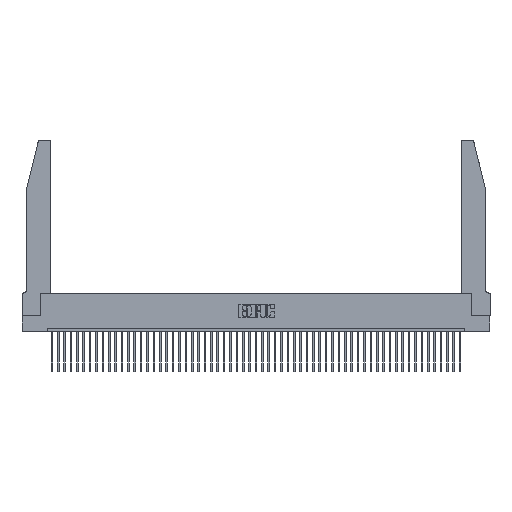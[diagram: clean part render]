
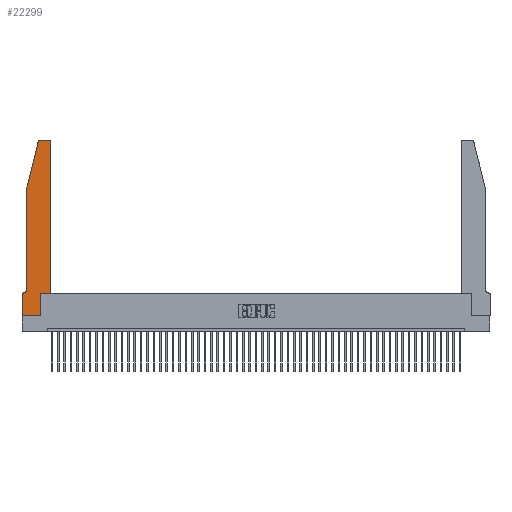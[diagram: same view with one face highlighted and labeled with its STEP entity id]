
A CAD part, top view. The second image highlights one B-rep face of the part: STEP entity #22299.
In plain terms, the highlighted planar face has unit normal (0, 0, 1).
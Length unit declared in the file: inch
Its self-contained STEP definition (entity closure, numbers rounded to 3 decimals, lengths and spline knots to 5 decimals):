
#224 = EDGE_CURVE ( 'NONE', #44726, #39159, #32509, .T. ) ;
#358 = VECTOR ( 'NONE', #34975, 39.37008 ) ;
#1252 = VECTOR ( 'NONE', #21579, 39.37008 ) ;
#1536 = VERTEX_POINT ( 'NONE', #49516 ) ;
#2160 = VECTOR ( 'NONE', #9007, 39.37008 ) ;
#2215 = VERTEX_POINT ( 'NONE', #27045 ) ;
#3218 = DIRECTION ( 'NONE',  ( 0., -1., 0. ) ) ;
#3289 = LINE ( 'NONE', #8846, #22838 ) ;
#3886 = EDGE_LOOP ( 'NONE', ( #44434, #8556, #41551, #46402, #4642, #9767, #12901, #40821, #12634, #42226, #16570, #6831 ) ) ;
#4359 = DIRECTION ( 'NONE',  ( -0.239, -0.971, 0. ) ) ;
#4642 = ORIENTED_EDGE ( 'NONE', *, *, #37437, .T. ) ;
#5176 = CARTESIAN_POINT ( 'NONE',  ( 0., 0.35, 0.37 ) ) ;
#5376 = VECTOR ( 'NONE', #4359, 39.37008 ) ;
#5413 = CARTESIAN_POINT ( 'NONE',  ( 0.0055, 0.42, 0.37 ) ) ;
#5815 = DIRECTION ( 'NONE',  ( 0., -1., 0. ) ) ;
#6397 = CARTESIAN_POINT ( 'NONE',  ( 0.4505, 0.35, 0.37 ) ) ;
#6793 = CARTESIAN_POINT ( 'NONE',  ( 0.4205, 2.75, 0.37 ) ) ;
#6831 = ORIENTED_EDGE ( 'NONE', *, *, #42899, .T. ) ;
#7736 = EDGE_CURVE ( 'NONE', #38367, #33655, #34145, .T. ) ;
#8556 = ORIENTED_EDGE ( 'NONE', *, *, #22260, .T. ) ;
#8846 = CARTESIAN_POINT ( 'NONE',  ( 0.4505, 0.35, 0.37 ) ) ;
#9007 = DIRECTION ( 'NONE',  ( 0., 1., 0. ) ) ;
#9635 = CARTESIAN_POINT ( 'NONE',  ( 0.0755, 2., 0.37 ) ) ;
#9726 = VECTOR ( 'NONE', #5815, 39.37008 ) ;
#9767 = ORIENTED_EDGE ( 'NONE', *, *, #36793, .T. ) ;
#10092 = AXIS2_PLACEMENT_3D ( 'NONE', #49387, #25625, #17788 ) ;
#10708 = DIRECTION ( 'NONE',  ( -1., 0., 0. ) ) ;
#12486 = VERTEX_POINT ( 'NONE', #18581 ) ;
#12634 = ORIENTED_EDGE ( 'NONE', *, *, #33037, .T. ) ;
#12740 = DIRECTION ( 'NONE',  ( 0., 1., 0. ) ) ;
#12901 = ORIENTED_EDGE ( 'NONE', *, *, #7736, .T. ) ;
#13022 = FACE_OUTER_BOUND ( 'NONE', #3886, .T. ) ;
#14536 = DIRECTION ( 'NONE',  ( 0., 0., 1. ) ) ;
#15470 = VERTEX_POINT ( 'NONE', #45790 ) ;
#15665 = CARTESIAN_POINT ( 'NONE',  ( 0.0755, 0.35, 0.37 ) ) ;
#15682 = VECTOR ( 'NONE', #27483, 39.37008 ) ;
#16570 = ORIENTED_EDGE ( 'NONE', *, *, #28866, .T. ) ;
#16834 = LINE ( 'NONE', #35127, #358 ) ;
#17642 = CARTESIAN_POINT ( 'NONE',  ( 0., 0., 0.37 ) ) ;
#17788 = DIRECTION ( 'NONE',  ( 1., 0., 0. ) ) ;
#17938 = CARTESIAN_POINT ( 'NONE',  ( 0., 0., 0.37 ) ) ;
#18581 = CARTESIAN_POINT ( 'NONE',  ( 0.0055, 0.35, 0.37 ) ) ;
#19059 = CARTESIAN_POINT ( 'NONE',  ( 0.25487, 2.72718, 0.37 ) ) ;
#20863 = VERTEX_POINT ( 'NONE', #6397 ) ;
#21214 = AXIS2_PLACEMENT_3D ( 'NONE', #29566, #14536, #41634 ) ;
#21579 = DIRECTION ( 'NONE',  ( 1., 0., 0. ) ) ;
#21736 = EDGE_CURVE ( 'NONE', #31524, #32396, #33245, .T. ) ;
#22260 = EDGE_CURVE ( 'NONE', #39159, #38922, #45378, .T. ) ;
#22299 = ADVANCED_FACE ( 'NONE', ( #13022 ), #33831, .T. ) ;
#22838 = VECTOR ( 'NONE', #12740, 39.37008 ) ;
#23829 = CARTESIAN_POINT ( 'NONE',  ( 0.0755, 2., 0.37 ) ) ;
#24435 = LINE ( 'NONE', #17642, #1252 ) ;
#25625 = DIRECTION ( 'NONE',  ( 0., 0., 1. ) ) ;
#27045 = CARTESIAN_POINT ( 'NONE',  ( 0.4505, 2.72, 0.37 ) ) ;
#27086 = DIRECTION ( 'NONE',  ( 1., 0., 0. ) ) ;
#27483 = DIRECTION ( 'NONE',  ( -1., 0., 0. ) ) ;
#28323 = VECTOR ( 'NONE', #3218, 39.37008 ) ;
#28442 = CIRCLE ( 'NONE', #31159, 0.07 ) ;
#28866 = EDGE_CURVE ( 'NONE', #20863, #2215, #3289, .T. ) ;
#29566 = CARTESIAN_POINT ( 'NONE',  ( 0., 0.35, 0.37 ) ) ;
#30143 = EDGE_CURVE ( 'NONE', #33655, #1536, #24435, .T. ) ;
#30490 = DIRECTION ( 'NONE',  ( 0., 0., 1. ) ) ;
#31054 = LINE ( 'NONE', #23829, #5376 ) ;
#31159 = AXIS2_PLACEMENT_3D ( 'NONE', #5413, #41065, #45003 ) ;
#31524 = VERTEX_POINT ( 'NONE', #9635 ) ;
#32396 = VERTEX_POINT ( 'NONE', #33876 ) ;
#32504 = EDGE_CURVE ( 'NONE', #15470, #20863, #16834, .T. ) ;
#32509 = LINE ( 'NONE', #41716, #37976 ) ;
#33037 = EDGE_CURVE ( 'NONE', #1536, #15470, #47902, .T. ) ;
#33245 = LINE ( 'NONE', #42404, #28323 ) ;
#33655 = VERTEX_POINT ( 'NONE', #47713 ) ;
#33831 = PLANE ( 'NONE',  #21214 ) ;
#33876 = CARTESIAN_POINT ( 'NONE',  ( 0.0755, 0.42, 0.37 ) ) ;
#34145 = LINE ( 'NONE', #17938, #9726 ) ;
#34975 = DIRECTION ( 'NONE',  ( 1., 0., 0. ) ) ;
#35127 = CARTESIAN_POINT ( 'NONE',  ( 0.4505, 0.35, 0.37 ) ) ;
#35647 = CIRCLE ( 'NONE', #37195, 0.03 ) ;
#35974 = EDGE_CURVE ( 'NONE', #38922, #31524, #31054, .T. ) ;
#36793 = EDGE_CURVE ( 'NONE', #12486, #38367, #38275, .T. ) ;
#37195 = AXIS2_PLACEMENT_3D ( 'NONE', #45863, #30490, #27086 ) ;
#37437 = EDGE_CURVE ( 'NONE', #32396, #12486, #28442, .T. ) ;
#37976 = VECTOR ( 'NONE', #10708, 39.37008 ) ;
#38275 = LINE ( 'NONE', #15665, #15682 ) ;
#38367 = VERTEX_POINT ( 'NONE', #5176 ) ;
#38922 = VERTEX_POINT ( 'NONE', #19059 ) ;
#39159 = VERTEX_POINT ( 'NONE', #44046 ) ;
#39469 = CARTESIAN_POINT ( 'NONE',  ( 0.2865, 0.35, 0.37 ) ) ;
#40821 = ORIENTED_EDGE ( 'NONE', *, *, #30143, .T. ) ;
#41065 = DIRECTION ( 'NONE',  ( 0., 0., -1. ) ) ;
#41551 = ORIENTED_EDGE ( 'NONE', *, *, #35974, .T. ) ;
#41634 = DIRECTION ( 'NONE',  ( 1., 0., 0. ) ) ;
#41716 = CARTESIAN_POINT ( 'NONE',  ( 0.2605, 2.75, 0.37 ) ) ;
#42226 = ORIENTED_EDGE ( 'NONE', *, *, #32504, .T. ) ;
#42404 = CARTESIAN_POINT ( 'NONE',  ( 0.0755, 2., 0.37 ) ) ;
#42899 = EDGE_CURVE ( 'NONE', #2215, #44726, #35647, .T. ) ;
#44046 = CARTESIAN_POINT ( 'NONE',  ( 0.284, 2.75, 0.37 ) ) ;
#44434 = ORIENTED_EDGE ( 'NONE', *, *, #224, .T. ) ;
#44726 = VERTEX_POINT ( 'NONE', #6793 ) ;
#45003 = DIRECTION ( 'NONE',  ( -1., 0., 0. ) ) ;
#45378 = CIRCLE ( 'NONE', #10092, 0.03 ) ;
#45790 = CARTESIAN_POINT ( 'NONE',  ( 0.2865, 0.35, 0.37 ) ) ;
#45863 = CARTESIAN_POINT ( 'NONE',  ( 0.4205, 2.72, 0.37 ) ) ;
#46402 = ORIENTED_EDGE ( 'NONE', *, *, #21736, .T. ) ;
#47713 = CARTESIAN_POINT ( 'NONE',  ( 0., 0., 0.37 ) ) ;
#47902 = LINE ( 'NONE', #39469, #2160 ) ;
#49387 = CARTESIAN_POINT ( 'NONE',  ( 0.284, 2.72, 0.37 ) ) ;
#49516 = CARTESIAN_POINT ( 'NONE',  ( 0.2865, 0., 0.37 ) ) ;
